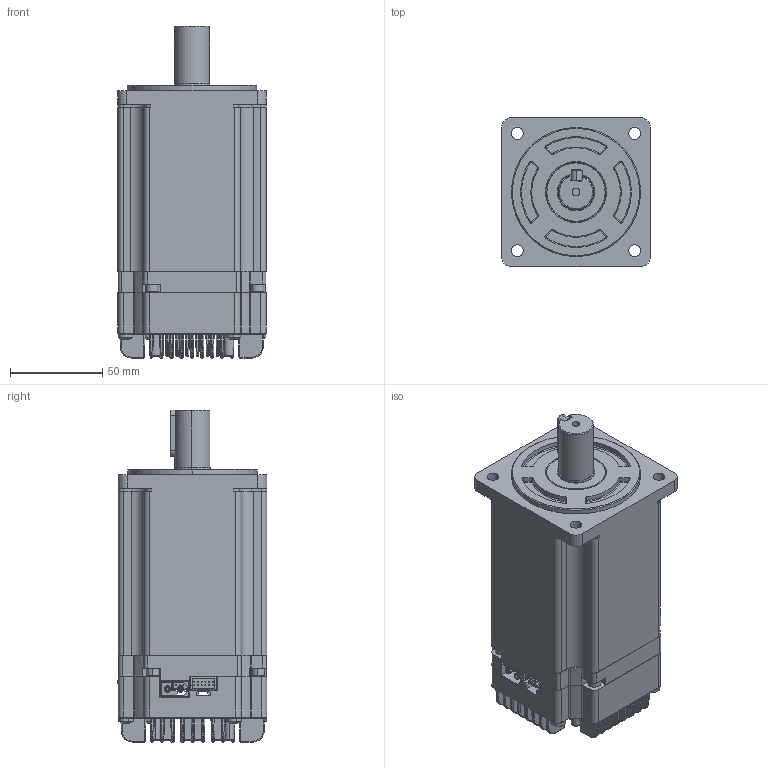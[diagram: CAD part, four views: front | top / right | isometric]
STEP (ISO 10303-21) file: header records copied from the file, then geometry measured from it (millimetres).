
FILE_DESCRIPTION (( 'STEP AP203' ), '1' );
FILE_NAME ('MD80AIS145-48-C03230-B1-5-1R 1000W 3.2N 3000R 48V.STEP', '2023-11-04T02:10:55', ( '¼¼Êõ03' ), ( 'HP Inc.' ), 'SwSTEP 2.0', 'SolidWorks 2020', '' );
FILE_SCHEMA (( 'CONFIG_CONTROL_DESIGN' ));
Length unit declared in the file: millimetre
Products named in the file (1): MD80AIS145-48-C03230-B1-5-1R  1000W 3.2N 3000R 48V
Bounding box: 80.5 x 81 x 180 mm (x, y, z)
Surface area: 89294.1 mm2 (no closed solid volume)
Topology: 0 solids, 50 shells, 1914 faces, 5037 edges, 3160 vertices
Faces by surface type: cylinder 836, plane 569, bspline 237, sphere 156, torus 67, cone 49
Entity records: 61551 total; most frequent: CARTESIAN_POINT 17112, DIRECTION 9307, ORIENTED_EDGE 8949, EDGE_CURVE 5022, AXIS2_PLACEMENT_3D 3461, VERTEX_POINT 3160, VECTOR 2385, LINE 2385
